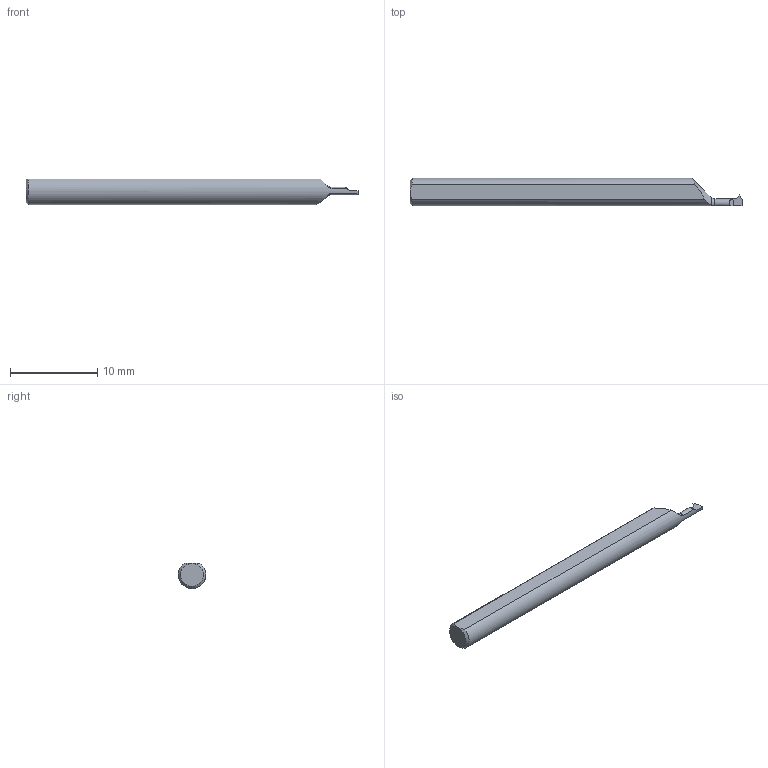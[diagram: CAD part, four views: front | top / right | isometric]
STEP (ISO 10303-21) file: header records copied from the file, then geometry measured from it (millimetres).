
FILE_DESCRIPTION (( 'STEP AP203' ), '1' );
FILE_NAME ('230010-TT050100.STEP', '2025-04-28T22:36:59', ( '' ), ( '' ), 'SwSTEP 2.0', 'SolidWorks 2024', '' );
FILE_SCHEMA (( 'CONFIG_CONTROL_DESIGN' ));
Length unit declared in the file: inch
Products named in the file (1): 230010-TT050100
Bounding box: 38.1 x 3.17 x 2.91 mm (x, y, z)
Volume: 256.7 mm3; surface area: 354.1 mm2
Topology: 1 solids, 1 shells, 23 faces, 55 edges, 35 vertices
Faces by surface type: plane 17, cone 3, cylinder 2, torus 1
Entity records: 784 total; most frequent: CARTESIAN_POINT 190, ORIENTED_EDGE 110, DIRECTION 100, EDGE_CURVE 55, VERTEX_POINT 35, LINE 34, VECTOR 34, AXIS2_PLACEMENT_3D 33
